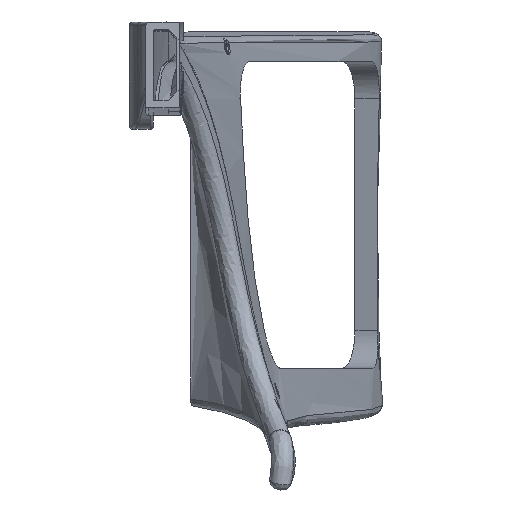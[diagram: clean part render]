
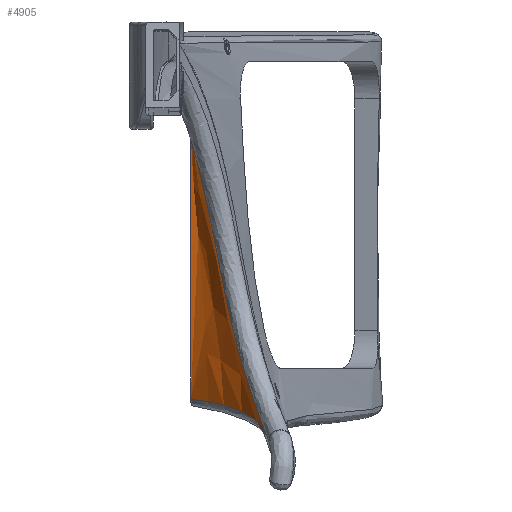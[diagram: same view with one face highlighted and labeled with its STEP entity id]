
A CAD part, front view. The second image highlights one B-rep face of the part: STEP entity #4905.
In plain terms, the highlighted free-form (B-spline) face has degree [3, 3] with [11, 4] control points.
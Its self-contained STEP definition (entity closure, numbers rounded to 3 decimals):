
#170=B_SPLINE_SURFACE_WITH_KNOTS('',3,3,((#25544,#25545,#25546,#25547),
(#25548,#25549,#25550,#25551),(#25552,#25553,#25554,#25555),(#25556,#25557,
#25558,#25559),(#25560,#25561,#25562,#25563),(#25564,#25565,#25566,#25567),
(#25568,#25569,#25570,#25571),(#25572,#25573,#25574,#25575),(#25576,#25577,
#25578,#25579),(#25580,#25581,#25582,#25583),(#25584,#25585,#25586,#25587)),
 .UNSPECIFIED.,.F.,.F.,.F.,(4,1,1,1,1,1,1,1,4),(4,4),(0.02,
0.16,0.3,0.44,0.58,
0.72,0.86,0.93,1.),(0.,1.),
 .UNSPECIFIED.);
#447=FACE_OUTER_BOUND('',#734,.T.);
#734=EDGE_LOOP('',(#4473,#4474,#4475,#4476,#4477));
#956=LINE('',#25482,#1134);
#1134=VECTOR('',#5721,10.);
#1677=B_SPLINE_CURVE_WITH_KNOTS('',3,(#25531,#25532,#25533,#25534,#25535,
#25536,#25537),.UNSPECIFIED.,.F.,.F.,(4,1,1,1,4),(-2.352,-2.011,
-1.669,-0.986,0.),.UNSPECIFIED.);
#1679=B_SPLINE_CURVE_WITH_KNOTS('',3,(#25589,#25590,#25591,#25592,#25593,
#25594,#25595,#25596,#25597,#25598,#25599,#25600,#25601,#25602,#25603,#25604,
#25605,#25606,#25607,#25608,#25609,#25610,#25611,#25612,#25613),
 .UNSPECIFIED.,.F.,.F.,(4,3,3,3,3,3,3,3,4),(0.057,0.123,
0.189,0.321,0.453,0.585,
0.717,0.849,0.977),.UNSPECIFIED.);
#1680=B_SPLINE_CURVE_WITH_KNOTS('',3,(#25615,#25616,#25617,#25618),
 .UNSPECIFIED.,.F.,.F.,(4,4),(0.359,1.),.UNSPECIFIED.);
#1681=B_SPLINE_CURVE_WITH_KNOTS('',3,(#25619,#25620,#25621,#25622),
 .UNSPECIFIED.,.F.,.F.,(4,4),(0.,0.359),.UNSPECIFIED.);
#2175=VERTEX_POINT('',#25437);
#2176=VERTEX_POINT('',#25481);
#2179=VERTEX_POINT('',#25522);
#2180=VERTEX_POINT('',#25588);
#2181=VERTEX_POINT('',#25614);
#2942=EDGE_CURVE('',#2175,#2176,#956,.T.);
#2946=EDGE_CURVE('',#2179,#2175,#1677,.T.);
#2948=EDGE_CURVE('',#2180,#2179,#1679,.T.);
#2949=EDGE_CURVE('',#2181,#2180,#1680,.T.);
#2950=EDGE_CURVE('',#2176,#2181,#1681,.T.);
#4473=ORIENTED_EDGE('',*,*,#2946,.F.);
#4474=ORIENTED_EDGE('',*,*,#2948,.F.);
#4475=ORIENTED_EDGE('',*,*,#2949,.F.);
#4476=ORIENTED_EDGE('',*,*,#2950,.F.);
#4477=ORIENTED_EDGE('',*,*,#2942,.F.);
#4905=ADVANCED_FACE('',(#447),#170,.F.);
#5721=DIRECTION('',(0.,0.,1.));
#25437=CARTESIAN_POINT('',(5.,115.,-49.152));
#25481=CARTESIAN_POINT('',(5.,115.,-1.709));
#25482=CARTESIAN_POINT('',(5.,115.,-50.1));
#25522=CARTESIAN_POINT('',(15.16,95.461,-54.068));
#25531=CARTESIAN_POINT('Ctrl Pts',(15.16,95.461,-54.068));
#25532=CARTESIAN_POINT('Ctrl Pts',(14.994,96.485,-53.688));
#25533=CARTESIAN_POINT('Ctrl Pts',(14.587,98.525,-52.917));
#25534=CARTESIAN_POINT('Ctrl Pts',(13.387,102.573,-51.57));
#25535=CARTESIAN_POINT('Ctrl Pts',(10.547,108.321,-50.111));
#25536=CARTESIAN_POINT('Ctrl Pts',(7.16,112.601,-49.444));
#25537=CARTESIAN_POINT('Ctrl Pts',(5.,115.,-49.152));
#25544=CARTESIAN_POINT('Ctrl Pts',(5.,115.,-49.152));
#25545=CARTESIAN_POINT('Ctrl Pts',(10.808,108.547,-50.22));
#25546=CARTESIAN_POINT('Ctrl Pts',(14.126,102.312,-51.808));
#25547=CARTESIAN_POINT('Ctrl Pts',(15.219,95.168,-54.223));
#25548=CARTESIAN_POINT('Ctrl Pts',(5.,115.,-46.892));
#25549=CARTESIAN_POINT('Ctrl Pts',(10.465,109.626,-48.169));
#25550=CARTESIAN_POINT('Ctrl Pts',(13.487,104.423,-50.009));
#25551=CARTESIAN_POINT('Ctrl Pts',(14.569,98.395,-52.541));
#25552=CARTESIAN_POINT('Ctrl Pts',(5.,115.,-42.374));
#25553=CARTESIAN_POINT('Ctrl Pts',(9.753,111.441,-43.765));
#25554=CARTESIAN_POINT('Ctrl Pts',(12.201,107.785,-46.054));
#25555=CARTESIAN_POINT('Ctrl Pts',(13.093,103.65,-48.546));
#25556=CARTESIAN_POINT('Ctrl Pts',(5.,115.,-35.596));
#25557=CARTESIAN_POINT('Ctrl Pts',(8.627,113.144,-36.553));
#25558=CARTESIAN_POINT('Ctrl Pts',(10.441,110.234,-38.807));
#25559=CARTESIAN_POINT('Ctrl Pts',(10.738,107.949,-40.641));
#25560=CARTESIAN_POINT('Ctrl Pts',(5.,115.,-28.819));
#25561=CARTESIAN_POINT('Ctrl Pts',(7.466,113.844,-29.037));
#25562=CARTESIAN_POINT('Ctrl Pts',(8.936,110.41,-30.853));
#25563=CARTESIAN_POINT('Ctrl Pts',(8.868,108.914,-31.701));
#25564=CARTESIAN_POINT('Ctrl Pts',(5.,115.,-22.041));
#25565=CARTESIAN_POINT('Ctrl Pts',(6.292,113.553,-21.518));
#25566=CARTESIAN_POINT('Ctrl Pts',(7.549,109.309,-22.826));
#25567=CARTESIAN_POINT('Ctrl Pts',(7.241,107.533,-22.707));
#25568=CARTESIAN_POINT('Ctrl Pts',(5.,115.,-15.264));
#25569=CARTESIAN_POINT('Ctrl Pts',(5.128,112.286,-14.3));
#25570=CARTESIAN_POINT('Ctrl Pts',(6.006,107.618,-14.975));
#25571=CARTESIAN_POINT('Ctrl Pts',(5.122,104.574,-14.208));
#25572=CARTESIAN_POINT('Ctrl Pts',(5.,115.,-9.616));
#25573=CARTESIAN_POINT('Ctrl Pts',(4.185,110.428,-8.785));
#25574=CARTESIAN_POINT('Ctrl Pts',(4.307,105.144,-8.693));
#25575=CARTESIAN_POINT('Ctrl Pts',(2.726,100.403,-8.042));
#25576=CARTESIAN_POINT('Ctrl Pts',(5.,115.,-5.098));
#25577=CARTESIAN_POINT('Ctrl Pts',(3.458,108.467,-4.826));
#25578=CARTESIAN_POINT('Ctrl Pts',(2.574,101.745,-4.656));
#25579=CARTESIAN_POINT('Ctrl Pts',(0.841,95.139,-4.479));
#25580=CARTESIAN_POINT('Ctrl Pts',(5.,115.,-2.838));
#25581=CARTESIAN_POINT('Ctrl Pts',(3.106,107.329,-3.021));
#25582=CARTESIAN_POINT('Ctrl Pts',(1.632,99.59,-3.203));
#25583=CARTESIAN_POINT('Ctrl Pts',(0.065,91.816,
-3.403));
#25584=CARTESIAN_POINT('Ctrl Pts',(5.,115.,-1.709));
#25585=CARTESIAN_POINT('Ctrl Pts',(2.933,106.721,-2.169));
#25586=CARTESIAN_POINT('Ctrl Pts',(1.181,98.394,-2.62));
#25587=CARTESIAN_POINT('Ctrl Pts',(-0.26,90.,
-3.062));
#25588=CARTESIAN_POINT('',(-0.26,90.,-3.062));
#25589=CARTESIAN_POINT('Ctrl Pts',(-0.26,90.,
-3.062));
#25590=CARTESIAN_POINT('Ctrl Pts',(0.065,91.816,-3.403));
#25591=CARTESIAN_POINT('Ctrl Pts',(0.453,93.478,-3.941));
#25592=CARTESIAN_POINT('Ctrl Pts',(0.883,94.966,-4.656));
#25593=CARTESIAN_POINT('Ctrl Pts',(1.312,96.455,-5.37));
#25594=CARTESIAN_POINT('Ctrl Pts',(1.784,97.771,-6.261));
#25595=CARTESIAN_POINT('Ctrl Pts',(2.257,98.926,-7.266));
#25596=CARTESIAN_POINT('Ctrl Pts',(3.205,101.237,-9.275));
#25597=CARTESIAN_POINT('Ctrl Pts',(4.163,102.906,-11.742));
#25598=CARTESIAN_POINT('Ctrl Pts',(4.996,104.233,-14.391));
#25599=CARTESIAN_POINT('Ctrl Pts',(5.828,105.56,-17.041));
#25600=CARTESIAN_POINT('Ctrl Pts',(6.534,106.547,-19.874));
#25601=CARTESIAN_POINT('Ctrl Pts',(7.159,107.27,-22.79));
#25602=CARTESIAN_POINT('Ctrl Pts',(7.783,107.993,-25.705));
#25603=CARTESIAN_POINT('Ctrl Pts',(8.326,108.454,-28.703));
#25604=CARTESIAN_POINT('Ctrl Pts',(8.909,108.523,-31.692));
#25605=CARTESIAN_POINT('Ctrl Pts',(9.491,108.593,-34.681));
#25606=CARTESIAN_POINT('Ctrl Pts',(10.115,108.271,-37.661));
#25607=CARTESIAN_POINT('Ctrl Pts',(10.819,107.393,-40.469));
#25608=CARTESIAN_POINT('Ctrl Pts',(11.523,106.516,-43.276));
#25609=CARTESIAN_POINT('Ctrl Pts',(12.308,105.083,-45.911));
#25610=CARTESIAN_POINT('Ctrl Pts',(13.069,103.053,-48.227));
#25611=CARTESIAN_POINT('Ctrl Pts',(13.808,101.084,-50.473));
#25612=CARTESIAN_POINT('Ctrl Pts',(14.524,98.555,-52.42));
#25613=CARTESIAN_POINT('Ctrl Pts',(15.16,95.461,-54.068));
#25614=CARTESIAN_POINT('',(2.897,106.07,-2.201));
#25615=CARTESIAN_POINT('Ctrl Pts',(2.897,106.07,-2.201));
#25616=CARTESIAN_POINT('Ctrl Pts',(1.716,100.738,-2.491));
#25617=CARTESIAN_POINT('Ctrl Pts',(0.664,95.382,-2.778));
#25618=CARTESIAN_POINT('Ctrl Pts',(-0.26,90.,
-3.062));
#25619=CARTESIAN_POINT('Ctrl Pts',(5.,115.,-1.709));
#25620=CARTESIAN_POINT('Ctrl Pts',(4.259,112.03,-1.874));
#25621=CARTESIAN_POINT('Ctrl Pts',(3.558,109.054,-2.038));
#25622=CARTESIAN_POINT('Ctrl Pts',(2.897,106.07,-2.201));
